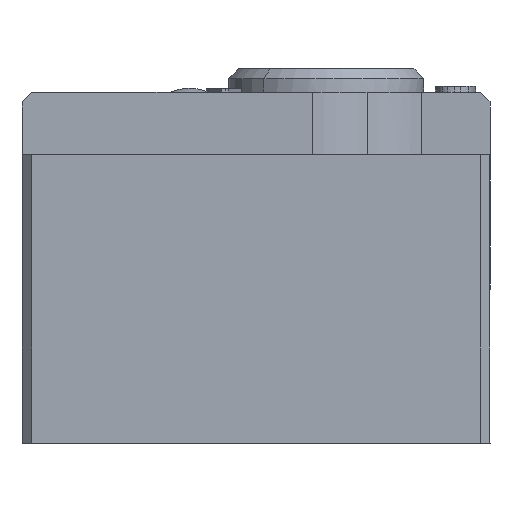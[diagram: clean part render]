
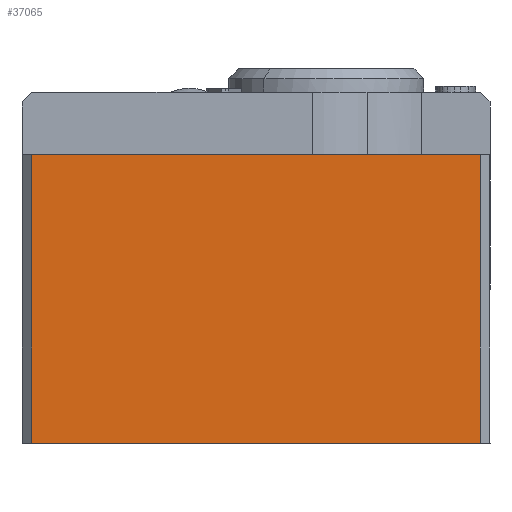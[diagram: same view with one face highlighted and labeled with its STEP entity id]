
A CAD part, front view. The second image highlights one B-rep face of the part: STEP entity #37065.
In plain terms, the highlighted planar face has unit normal (0, -1, 0).
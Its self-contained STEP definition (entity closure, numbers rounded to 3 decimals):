
#37057=AXIS2_PLACEMENT_3D('Plane Axis2P3D',#37054,#37055,#37056) ;
#31741=CARTESIAN_POINT('Vertex',(23.5,0.,14.8)) ;
#31748=CARTESIAN_POINT('Vertex',(0.5,0.,14.8)) ;
#31751=CARTESIAN_POINT('Line Origine',(12.,0.,14.8)) ;
#36600=CARTESIAN_POINT('Line Origine',(23.5,0.,7.4)) ;
#36604=CARTESIAN_POINT('Vertex',(23.5,0.,0.)) ;
#36624=CARTESIAN_POINT('Line Origine',(12.,0.,0.)) ;
#36628=CARTESIAN_POINT('Vertex',(0.5,0.,0.)) ;
#36968=CARTESIAN_POINT('Line Origine',(0.5,0.,7.4)) ;
#37054=CARTESIAN_POINT('Axis2P3D Location',(0.,0.,0.)) ;
#31752=DIRECTION('Vector Direction',(-1.,0.,0.)) ;
#36601=DIRECTION('Vector Direction',(0.,0.,-1.)) ;
#36625=DIRECTION('Vector Direction',(1.,0.,0.)) ;
#36969=DIRECTION('Vector Direction',(0.,0.,1.)) ;
#37055=DIRECTION('Axis2P3D Direction',(0.,-1.,0.)) ;
#37056=DIRECTION('Axis2P3D XDirection',(1.,0.,0.)) ;
#31753=VECTOR('Line Direction',#31752,1.) ;
#36602=VECTOR('Line Direction',#36601,1.) ;
#36626=VECTOR('Line Direction',#36625,1.) ;
#36970=VECTOR('Line Direction',#36969,1.) ;
#37060=ORIENTED_EDGE('',*,*,#36606,.F.) ;
#37061=ORIENTED_EDGE('',*,*,#31755,.T.) ;
#37062=ORIENTED_EDGE('',*,*,#36972,.F.) ;
#37063=ORIENTED_EDGE('',*,*,#36630,.T.) ;
#37065=ADVANCED_FACE('Hauptk\X2\00F6\X0\rper',(#37064),#37058,.T.) ;
#31755=EDGE_CURVE('',#31742,#31749,#31754,.T.) ;
#36606=EDGE_CURVE('',#31742,#36605,#36603,.T.) ;
#36630=EDGE_CURVE('',#36629,#36605,#36627,.T.) ;
#36972=EDGE_CURVE('',#36629,#31749,#36971,.T.) ;
#37059=EDGE_LOOP('',(#37060,#37061,#37062,#37063)) ;
#37064=FACE_OUTER_BOUND('',#37059,.T.) ;
#31754=LINE('Line',#31751,#31753) ;
#36603=LINE('Line',#36600,#36602) ;
#36627=LINE('Line',#36624,#36626) ;
#36971=LINE('Line',#36968,#36970) ;
#37058=PLANE('',#37057) ;
#31742=VERTEX_POINT('',#31741) ;
#31749=VERTEX_POINT('',#31748) ;
#36605=VERTEX_POINT('',#36604) ;
#36629=VERTEX_POINT('',#36628) ;
